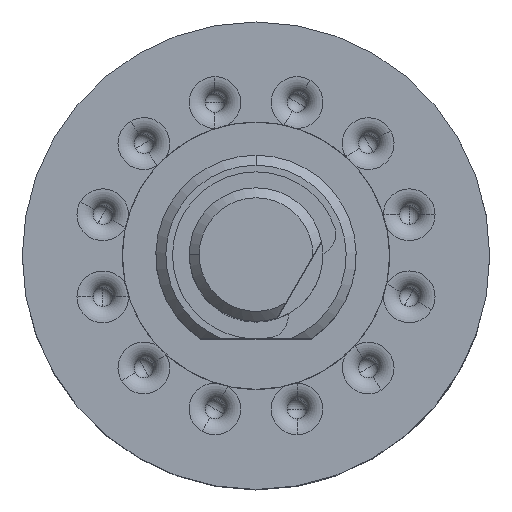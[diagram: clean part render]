
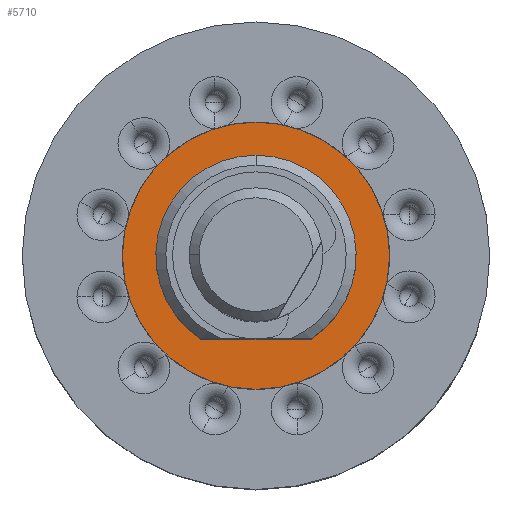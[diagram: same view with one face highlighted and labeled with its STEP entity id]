
A CAD part, top view. The second image highlights one B-rep face of the part: STEP entity #5710.
In plain terms, the highlighted planar face has unit normal (0, 0, 1).
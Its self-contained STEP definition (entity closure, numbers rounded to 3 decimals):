
#1158 = VERTEX_POINT ( 'NONE', #13734 ) ;
#1181 = DIRECTION ( 'NONE',  ( 0., -1., 0. ) ) ;
#1503 = LINE ( 'NONE', #7419, #14882 ) ;
#1730 = DIRECTION ( 'NONE',  ( 0., -1., 0. ) ) ;
#1762 = DIRECTION ( 'NONE',  ( 0., -1., 0. ) ) ;
#2331 = CIRCLE ( 'NONE', #15400, 3. ) ;
#3028 = CARTESIAN_POINT ( 'NONE',  ( 0., 0., 0. ) ) ;
#3092 = DIRECTION ( 'NONE',  ( 0., -1., 0. ) ) ;
#3273 = CARTESIAN_POINT ( 'NONE',  ( 0., 0., 0. ) ) ;
#3449 = VERTEX_POINT ( 'NONE', #13868 ) ;
#3575 = AXIS2_PLACEMENT_3D ( 'NONE', #6332, #16693, #7786 ) ;
#4286 = VERTEX_POINT ( 'NONE', #8703 ) ;
#4522 = ORIENTED_EDGE ( 'NONE', *, *, #16976, .F. ) ;
#5710 = ADVANCED_FACE ( 'NONE', ( #6989, #9725 ), #9949, .T. ) ;
#5881 = VERTEX_POINT ( 'NONE', #6568 ) ;
#6017 = DIRECTION ( 'NONE',  ( 0., 0., 1. ) ) ;
#6332 = CARTESIAN_POINT ( 'NONE',  ( 0., 0., 0. ) ) ;
#6568 = CARTESIAN_POINT ( 'NONE',  ( -1.658, -2.5, 0. ) ) ;
#6628 = EDGE_CURVE ( 'NONE', #3449, #1158, #8721, .T. ) ;
#6876 = CARTESIAN_POINT ( 'NONE',  ( 0., 3., 0. ) ) ;
#6961 = CIRCLE ( 'NONE', #3575, 4. ) ;
#6989 = FACE_BOUND ( 'NONE', #15274, .T. ) ;
#7419 = CARTESIAN_POINT ( 'NONE',  ( 0., -2.5, 0. ) ) ;
#7505 = ORIENTED_EDGE ( 'NONE', *, *, #6628, .T. ) ;
#7599 = DIRECTION ( 'NONE',  ( 0., 0., 1. ) ) ;
#7786 = DIRECTION ( 'NONE',  ( 0., -1., 0. ) ) ;
#8703 = CARTESIAN_POINT ( 'NONE',  ( 1.658, -2.5, 0. ) ) ;
#8721 = CIRCLE ( 'NONE', #11496, 4. ) ;
#9488 = EDGE_CURVE ( 'NONE', #18809, #5881, #2331, .T. ) ;
#9566 = EDGE_CURVE ( 'NONE', #1158, #3449, #6961, .T. ) ;
#9725 = FACE_OUTER_BOUND ( 'NONE', #13380, .T. ) ;
#9949 = PLANE ( 'NONE',  #12208 ) ;
#10013 = DIRECTION ( 'NONE',  ( 0., 0., 1. ) ) ;
#10164 = AXIS2_PLACEMENT_3D ( 'NONE', #3273, #16413, #1762 ) ;
#11496 = AXIS2_PLACEMENT_3D ( 'NONE', #17791, #7599, #1730 ) ;
#12208 = AXIS2_PLACEMENT_3D ( 'NONE', #18853, #10013, #1181 ) ;
#12477 = ORIENTED_EDGE ( 'NONE', *, *, #17411, .T. ) ;
#13228 = DIRECTION ( 'NONE',  ( -1., 0., 0. ) ) ;
#13288 = CIRCLE ( 'NONE', #10164, 3. ) ;
#13380 = EDGE_LOOP ( 'NONE', ( #7505, #15148 ) ) ;
#13734 = CARTESIAN_POINT ( 'NONE',  ( 0., -4., 0. ) ) ;
#13868 = CARTESIAN_POINT ( 'NONE',  ( 0., 4., 0. ) ) ;
#14019 = ORIENTED_EDGE ( 'NONE', *, *, #9488, .F. ) ;
#14882 = VECTOR ( 'NONE', #13228, 1000. ) ;
#15148 = ORIENTED_EDGE ( 'NONE', *, *, #9566, .T. ) ;
#15274 = EDGE_LOOP ( 'NONE', ( #12477, #14019, #4522 ) ) ;
#15400 = AXIS2_PLACEMENT_3D ( 'NONE', #3028, #6017, #3092 ) ;
#16413 = DIRECTION ( 'NONE',  ( 0., 0., 1. ) ) ;
#16693 = DIRECTION ( 'NONE',  ( 0., 0., 1. ) ) ;
#16976 = EDGE_CURVE ( 'NONE', #4286, #18809, #13288, .T. ) ;
#17411 = EDGE_CURVE ( 'NONE', #4286, #5881, #1503, .T. ) ;
#17791 = CARTESIAN_POINT ( 'NONE',  ( 0., 0., 0. ) ) ;
#18809 = VERTEX_POINT ( 'NONE', #6876 ) ;
#18853 = CARTESIAN_POINT ( 'NONE',  ( 0., 0., 0. ) ) ;
